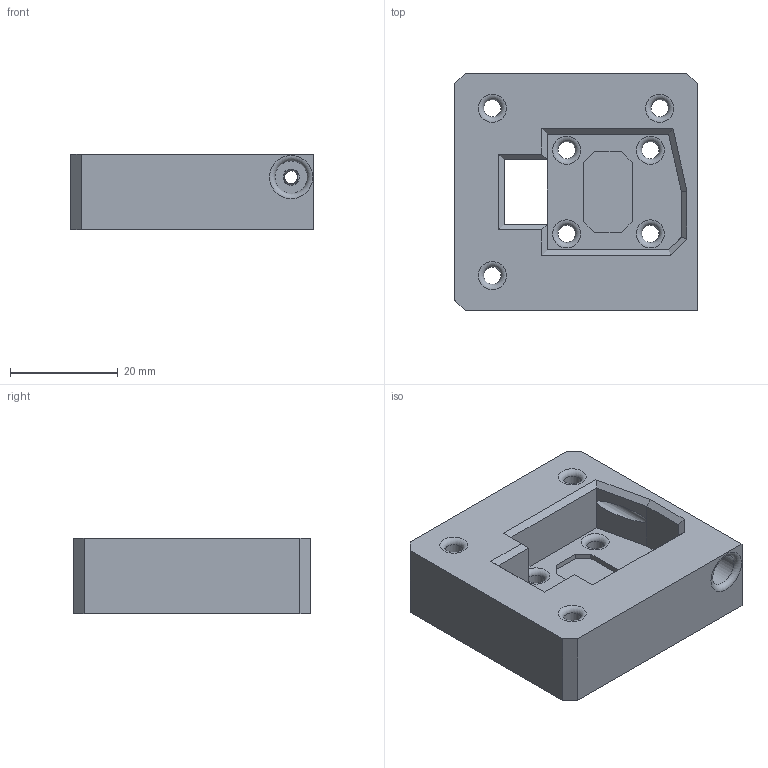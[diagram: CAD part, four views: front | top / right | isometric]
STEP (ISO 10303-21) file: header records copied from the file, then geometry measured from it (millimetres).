
FILE_DESCRIPTION(('FreeCAD Model'),'2;1');
FILE_NAME('Open CASCADE Shape Model','2024-07-23T14:18:04',(''),(''), 'Open CASCADE STEP processor 7.6','FreeCAD','Unknown');
FILE_SCHEMA(('AUTOMOTIVE_DESIGN { 1 0 10303 214 1 1 1 1 }'));
Length unit declared in the file: millimetre
Products named in the file (1): base
Bounding box: 45 x 44 x 14 mm (x, y, z)
Volume: 20148.9 mm3; surface area: 8064.4 mm2
Topology: 1 solids, 1 shells, 68 faces, 170 edges, 103 vertices
Faces by surface type: plane 44, torus 12, cylinder 10, bspline 2
Full cylindrical faces by diameter (mm): 2.4 x1, 3 x1, 3.2 x7, 6 x1
Entity records: 4394 total; most frequent: CARTESIAN_POINT 873, DIRECTION 672, LINE 419, VECTOR 419, ORIENTED_EDGE 340, PCURVE 340, DEFINITIONAL_REPRESENTATION 340, EDGE_CURVE 170
